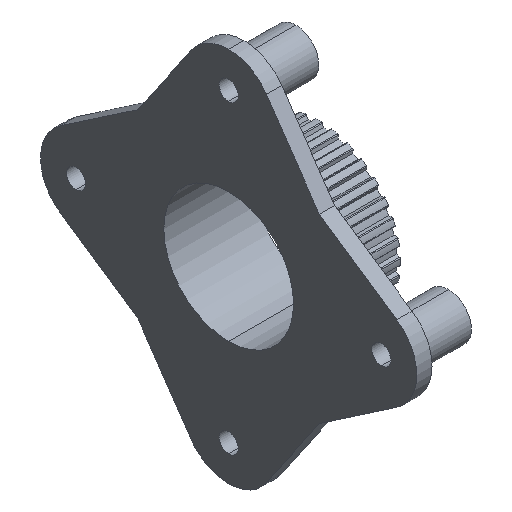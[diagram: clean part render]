
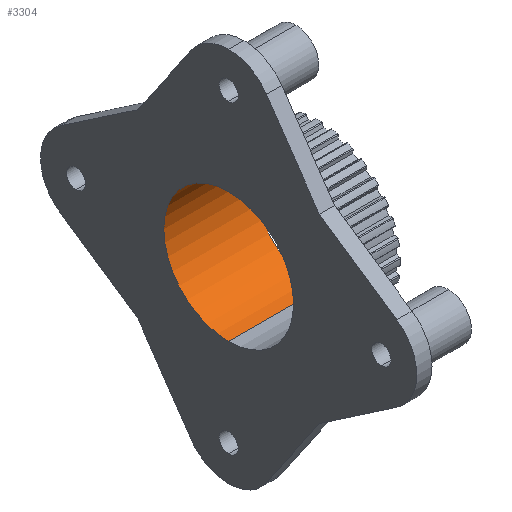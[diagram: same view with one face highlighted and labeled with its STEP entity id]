
A CAD part, isometric view. The second image highlights one B-rep face of the part: STEP entity #3304.
In plain terms, the highlighted cylindrical face has radius 8.5 mm (diameter 17 mm), a partial arc.
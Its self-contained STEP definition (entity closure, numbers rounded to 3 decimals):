
#611 = DIRECTION ( 'NONE',  ( 1., 0., 0. ) ) ;
#636 = LINE ( 'NONE', #3250, #8214 ) ;
#688 = VERTEX_POINT ( 'NONE', #4314 ) ;
#756 = CARTESIAN_POINT ( 'NONE',  ( -21.642, -7.469, -18.799 ) ) ;
#1375 = VERTEX_POINT ( 'NONE', #2908 ) ;
#1498 = ORIENTED_EDGE ( 'NONE', *, *, #6822, .F. ) ;
#1882 = LINE ( 'NONE', #7773, #7844 ) ;
#2046 = CIRCLE ( 'NONE', #4914, 8.5 ) ;
#2092 = DIRECTION ( 'NONE',  ( 0., 0., -1. ) ) ;
#2184 = VERTEX_POINT ( 'NONE', #6224 ) ;
#2327 = ORIENTED_EDGE ( 'NONE', *, *, #4334, .T. ) ;
#2352 = EDGE_CURVE ( 'NONE', #688, #1375, #636, .T. ) ;
#2908 = CARTESIAN_POINT ( 'NONE',  ( 13.4, -7.469, -10.299 ) ) ;
#3250 = CARTESIAN_POINT ( 'NONE',  ( -21.642, -7.469, -10.299 ) ) ;
#3304 = ADVANCED_FACE ( 'NONE', ( #6638 ), #3486, .F. ) ;
#3486 = CYLINDRICAL_SURFACE ( 'NONE', #6299, 8.5 ) ;
#3761 = EDGE_LOOP ( 'NONE', ( #7225, #1498, #2327, #4469 ) ) ;
#3787 = AXIS2_PLACEMENT_3D ( 'NONE', #6001, #6085, #4231 ) ;
#4231 = DIRECTION ( 'NONE',  ( 0., 0., -1. ) ) ;
#4314 = CARTESIAN_POINT ( 'NONE',  ( 1.6, -7.469, -10.299 ) ) ;
#4334 = EDGE_CURVE ( 'NONE', #5108, #2184, #1882, .T. ) ;
#4469 = ORIENTED_EDGE ( 'NONE', *, *, #5510, .T. ) ;
#4694 = DIRECTION ( 'NONE',  ( 1., 0., 0. ) ) ;
#4914 = AXIS2_PLACEMENT_3D ( 'NONE', #5170, #4694, #2092 ) ;
#5108 = VERTEX_POINT ( 'NONE', #6656 ) ;
#5170 = CARTESIAN_POINT ( 'NONE',  ( 13.4, -7.469, -18.799 ) ) ;
#5296 = CIRCLE ( 'NONE', #3787, 8.5 ) ;
#5510 = EDGE_CURVE ( 'NONE', #2184, #1375, #2046, .T. ) ;
#5656 = DIRECTION ( 'NONE',  ( 0., 0., -1. ) ) ;
#5841 = DIRECTION ( 'NONE',  ( 1., 0., 0. ) ) ;
#6001 = CARTESIAN_POINT ( 'NONE',  ( 1.6, -7.469, -18.799 ) ) ;
#6085 = DIRECTION ( 'NONE',  ( 1., 0., 0. ) ) ;
#6224 = CARTESIAN_POINT ( 'NONE',  ( 13.4, -7.469, -27.299 ) ) ;
#6299 = AXIS2_PLACEMENT_3D ( 'NONE', #756, #611, #5656 ) ;
#6638 = FACE_OUTER_BOUND ( 'NONE', #3761, .T. ) ;
#6656 = CARTESIAN_POINT ( 'NONE',  ( 1.6, -7.469, -27.299 ) ) ;
#6822 = EDGE_CURVE ( 'NONE', #5108, #688, #5296, .T. ) ;
#7225 = ORIENTED_EDGE ( 'NONE', *, *, #2352, .F. ) ;
#7773 = CARTESIAN_POINT ( 'NONE',  ( -21.642, -7.469, -27.299 ) ) ;
#7816 = DIRECTION ( 'NONE',  ( 1., 0., 0. ) ) ;
#7844 = VECTOR ( 'NONE', #7816, 1000. ) ;
#8214 = VECTOR ( 'NONE', #5841, 1000. ) ;
